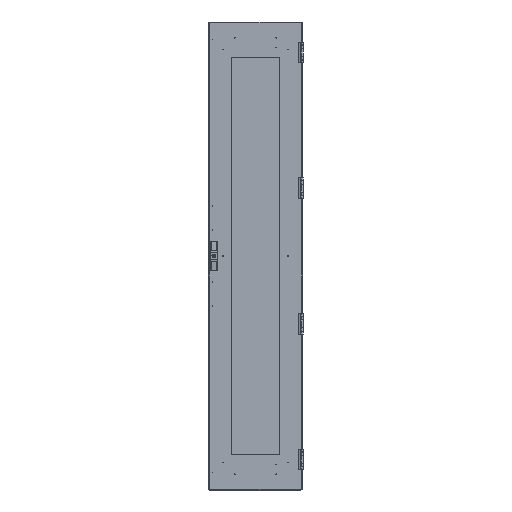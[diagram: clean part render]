
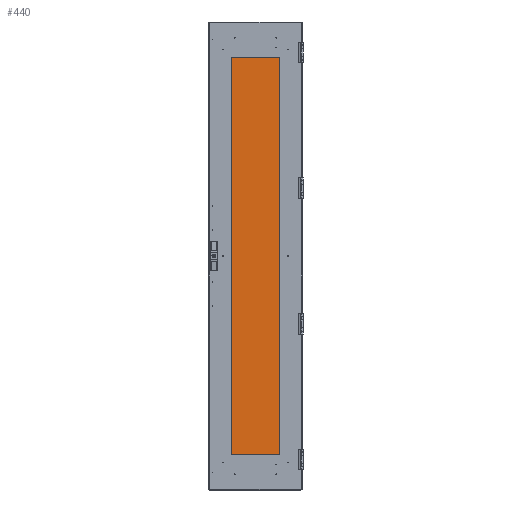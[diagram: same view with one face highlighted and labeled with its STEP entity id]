
A CAD part, top view. The second image highlights one B-rep face of the part: STEP entity #440.
In plain terms, the highlighted planar face has unit normal (0, 0, 1).
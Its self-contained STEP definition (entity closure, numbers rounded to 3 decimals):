
#415 = EDGE_CURVE ( 'NONE', #22029, #31565, #34458, .T. ) ;
#440 = ADVANCED_FACE ( 'NONE', ( #36999 ), #3082, .T. ) ;
#880 = VECTOR ( 'NONE', #27513, 1000. ) ;
#3082 = PLANE ( 'NONE',  #16843 ) ;
#3651 = CARTESIAN_POINT ( 'NONE',  ( -123.5, -866., 4. ) ) ;
#4008 = DIRECTION ( 'NONE',  ( 0., -1., 0. ) ) ;
#4840 = EDGE_CURVE ( 'NONE', #19498, #17371, #44225, .T. ) ;
#7494 = CARTESIAN_POINT ( 'NONE',  ( 0., 0., 4. ) ) ;
#12696 = CARTESIAN_POINT ( 'NONE',  ( -124.5, 865., 4. ) ) ;
#15096 = ORIENTED_EDGE ( 'NONE', *, *, #35875, .T. ) ;
#15392 = EDGE_LOOP ( 'NONE', ( #42477, #18526, #15096, #18679 ) ) ;
#16843 = AXIS2_PLACEMENT_3D ( 'NONE', #7494, #39827, #35895 ) ;
#17371 = VERTEX_POINT ( 'NONE', #29019 ) ;
#18526 = ORIENTED_EDGE ( 'NONE', *, *, #415, .T. ) ;
#18679 = ORIENTED_EDGE ( 'NONE', *, *, #4840, .T. ) ;
#18701 = CARTESIAN_POINT ( 'NONE',  ( 124.5, -865., 4. ) ) ;
#19498 = VERTEX_POINT ( 'NONE', #22818 ) ;
#20564 = CARTESIAN_POINT ( 'NONE',  ( 123.5, -865., 4. ) ) ;
#22029 = VERTEX_POINT ( 'NONE', #20564 ) ;
#22818 = CARTESIAN_POINT ( 'NONE',  ( -123.5, 865., 4. ) ) ;
#27513 = DIRECTION ( 'NONE',  ( 0., 1., 0. ) ) ;
#29019 = CARTESIAN_POINT ( 'NONE',  ( -123.5, -865., 4. ) ) ;
#31565 = VERTEX_POINT ( 'NONE', #44377 ) ;
#34051 = VECTOR ( 'NONE', #4008, 1000. ) ;
#34458 = LINE ( 'NONE', #52017, #880 ) ;
#35875 = EDGE_CURVE ( 'NONE', #31565, #19498, #41623, .T. ) ;
#35895 = DIRECTION ( 'NONE',  ( 1., 0., 0. ) ) ;
#36999 = FACE_OUTER_BOUND ( 'NONE', #15392, .T. ) ;
#37337 = DIRECTION ( 'NONE',  ( -1., 0., 0. ) ) ;
#37473 = EDGE_CURVE ( 'NONE', #17371, #22029, #40480, .T. ) ;
#39827 = DIRECTION ( 'NONE',  ( 0., 0., 1. ) ) ;
#40480 = LINE ( 'NONE', #18701, #45508 ) ;
#41623 = LINE ( 'NONE', #12696, #47968 ) ;
#42477 = ORIENTED_EDGE ( 'NONE', *, *, #37473, .T. ) ;
#44225 = LINE ( 'NONE', #3651, #34051 ) ;
#44377 = CARTESIAN_POINT ( 'NONE',  ( 123.5, 865., 4. ) ) ;
#45508 = VECTOR ( 'NONE', #51140, 1000. ) ;
#47968 = VECTOR ( 'NONE', #37337, 1000. ) ;
#51140 = DIRECTION ( 'NONE',  ( 1., 0., 0. ) ) ;
#52017 = CARTESIAN_POINT ( 'NONE',  ( 123.5, 866., 4. ) ) ;
